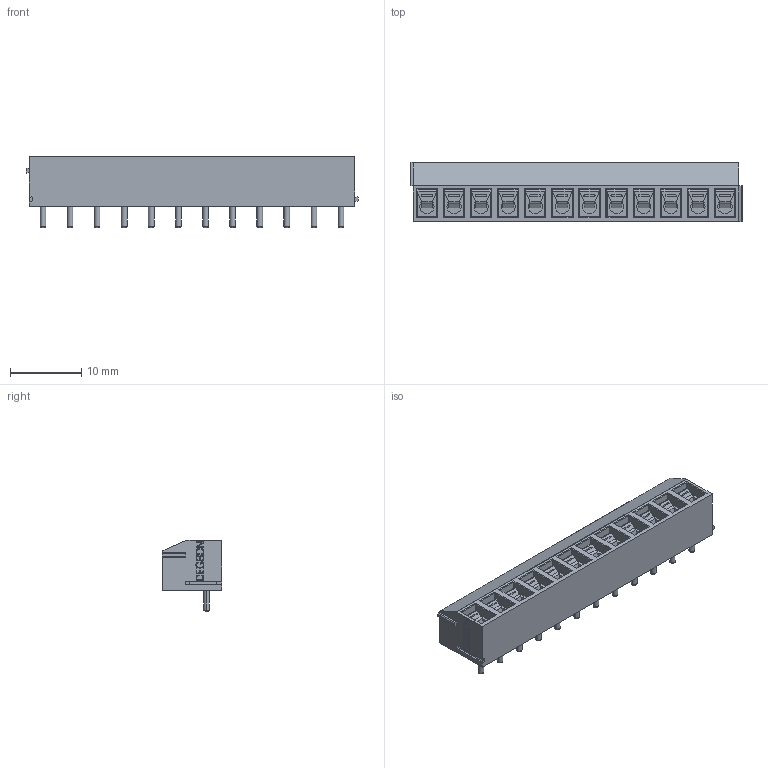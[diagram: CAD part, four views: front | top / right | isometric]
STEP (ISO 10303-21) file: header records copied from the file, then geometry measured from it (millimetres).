
FILE_DESCRIPTION (( 'STEP AP214' ), '1' );
FILE_NAME ('DG340R-3.81-12P-12-00AH.STEP', '2017-04-29T19:22:39', ( 'SIG' ), ( '' ), 'SwSTEP 2.0', 'SolidWorks 2014', '' );
FILE_SCHEMA (( 'AUTOMOTIVE_DESIGN' ));
Length unit declared in the file: millimetre
Products named in the file (42): DG340R-381-spring; DG340R-381_screw; DG340R-381-klamper; DG340R-381; DG340R-3.81-12P-12-00AH
Assembly tree (37 placements, depth 2):
  DG340R-381_screw
  DG340R-381_screw
  DG340R-381_screw
  DG340R-381-spring
  DG340R-381-spring
Bounding box: 46.68 x 8.4 x 10 mm (x, y, z)
Volume: 2018.5 mm3; surface area: 5449.7 mm2
Topology: 38 solids, 38 shells, 1643 faces, 4022 edges, 2566 vertices
Faces by surface type: plane 881, cylinder 349, torus 180, bspline 163, cone 70
Entity records: 43130 total; most frequent: CARTESIAN_POINT 15373, ORIENTED_EDGE 4678, DIRECTION 4043, EDGE_CURVE 2339, LINE 1561, VECTOR 1561, VERTEX_POINT 1499, AXIS2_PLACEMENT_3D 1241
